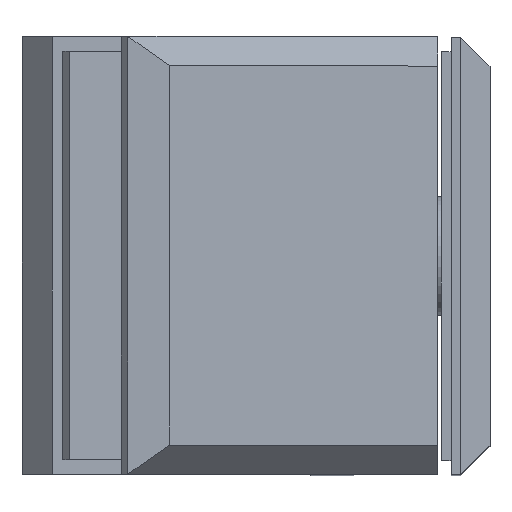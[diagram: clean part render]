
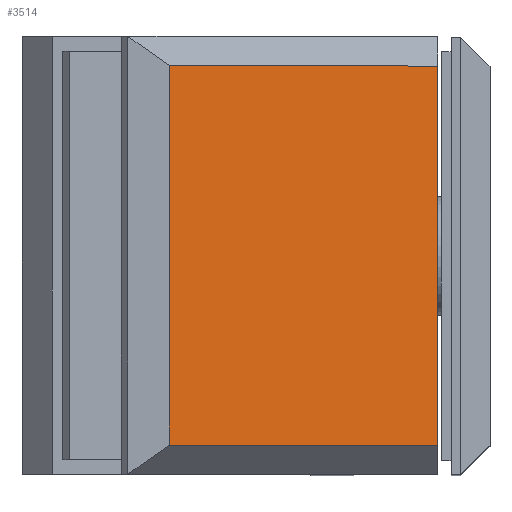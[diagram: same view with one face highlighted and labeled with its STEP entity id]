
A CAD part, top view. The second image highlights one B-rep face of the part: STEP entity #3514.
In plain terms, the highlighted face is planar.
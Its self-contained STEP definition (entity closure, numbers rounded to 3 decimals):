
#178 = VECTOR ( 'NONE', #2212, 1000. ) ;
#204 = ORIENTED_EDGE ( 'NONE', *, *, #1169, .T. ) ;
#213 = CARTESIAN_POINT ( 'NONE',  ( -19.5, -4., -19.5 ) ) ;
#400 = DIRECTION ( 'NONE',  ( 0., 0., 1. ) ) ;
#748 = VERTEX_POINT ( 'NONE', #4995 ) ;
#945 = CARTESIAN_POINT ( 'NONE',  ( -19.5, -4., -22.5 ) ) ;
#1169 = EDGE_CURVE ( 'NONE', #4759, #2288, #1391, .T. ) ;
#1273 = LINE ( 'NONE', #945, #178 ) ;
#1391 = LINE ( 'NONE', #4451, #1795 ) ;
#1795 = VECTOR ( 'NONE', #4138, 1000. ) ;
#2033 = LINE ( 'NONE', #2959, #3785 ) ;
#2116 = AXIS2_PLACEMENT_3D ( 'NONE', #2588, #4267, #3803 ) ;
#2212 = DIRECTION ( 'NONE',  ( 0., 0., -1. ) ) ;
#2246 = CARTESIAN_POINT ( 'NONE',  ( -19.5, -4., 19.5 ) ) ;
#2255 = LINE ( 'NONE', #3115, #3428 ) ;
#2260 = DIRECTION ( 'NONE',  ( 1., 0., 0. ) ) ;
#2288 = VERTEX_POINT ( 'NONE', #2246 ) ;
#2341 = ORIENTED_EDGE ( 'NONE', *, *, #2361, .T. ) ;
#2361 = EDGE_CURVE ( 'NONE', #2288, #3794, #1273, .T. ) ;
#2588 = CARTESIAN_POINT ( 'NONE',  ( 0., -4., 0. ) ) ;
#2822 = CARTESIAN_POINT ( 'NONE',  ( 19.5, -4., 19.5 ) ) ;
#2892 = EDGE_LOOP ( 'NONE', ( #5262, #204, #2341, #4998 ) ) ;
#2921 = EDGE_CURVE ( 'NONE', #3794, #748, #2255, .T. ) ;
#2959 = CARTESIAN_POINT ( 'NONE',  ( 19.5, -4., 22.5 ) ) ;
#3055 = FACE_OUTER_BOUND ( 'NONE', #2892, .T. ) ;
#3115 = CARTESIAN_POINT ( 'NONE',  ( 22.5, -4., -19.5 ) ) ;
#3428 = VECTOR ( 'NONE', #2260, 1000. ) ;
#3514 = ADVANCED_FACE ( 'NONE', ( #3055 ), #4687, .F. ) ;
#3785 = VECTOR ( 'NONE', #400, 1000. ) ;
#3794 = VERTEX_POINT ( 'NONE', #213 ) ;
#3803 = DIRECTION ( 'NONE',  ( 0., 0., 1. ) ) ;
#4036 = EDGE_CURVE ( 'NONE', #748, #4759, #2033, .T. ) ;
#4138 = DIRECTION ( 'NONE',  ( -1., 0., 0. ) ) ;
#4267 = DIRECTION ( 'NONE',  ( 0., 1., 0. ) ) ;
#4451 = CARTESIAN_POINT ( 'NONE',  ( -22.5, -4., 19.5 ) ) ;
#4687 = PLANE ( 'NONE',  #2116 ) ;
#4759 = VERTEX_POINT ( 'NONE', #2822 ) ;
#4995 = CARTESIAN_POINT ( 'NONE',  ( 19.5, -4., -19.5 ) ) ;
#4998 = ORIENTED_EDGE ( 'NONE', *, *, #2921, .T. ) ;
#5262 = ORIENTED_EDGE ( 'NONE', *, *, #4036, .T. ) ;
